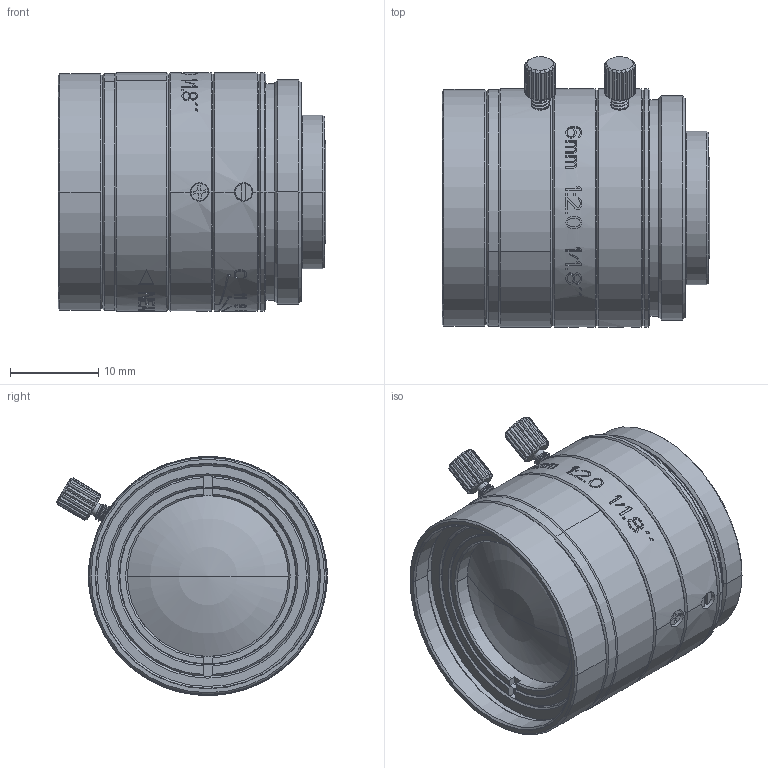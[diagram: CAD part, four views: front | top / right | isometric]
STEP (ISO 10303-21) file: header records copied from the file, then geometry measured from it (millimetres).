
FILE_DESCRIPTION(('FreeCAD Model'),'2;1');
FILE_NAME('Open CASCADE Shape Model','2025-01-22T09:56:05',('Author'),( ''),'Open CASCADE STEP processor 7.8','FreeCAD','Unknown');
FILE_SCHEMA(('AUTOMOTIVE_DESIGN { 1 0 10303 214 1 1 1 1 }'));
Length unit declared in the file: millimetre
Products named in the file (48): VA-LCM-5MP-06MM-F2.0-018; 200_ASM_2_ASM; 503_1; SOLID; COMPOUND007; COMPOUND; COMPOUND001; COMPOUND002; COMPOUND003; COMPOUND004; COMPOUND005; COMPOUND006; 202_ASM_1_ASM; 502_1; SOLID001; COMPOUND011; COMPOUND008; COMPOUND009; COMPOUND010; 307_1; 516_1; SOLID002; SHELL; 505_2; SOLID003; COMPOUND014; COMPOUND012; COMPOUND013; 504_3; M14252001_1; 506_6; SOLID004; COMPOUND017; COMPOUND015; COMPOUND016; 541_1; SOLID005; SHELL001; 507_1; SOLID006 ...
Assembly tree (52 placements, depth 6):
  VA-LCM-5MP-06MM-F2.0-018
    200_ASM_2_ASM
      503_1
        SOLID
        COMPOUND007
          COMPOUND
          COMPOUND001
          COMPOUND002
          COMPOUND003
          COMPOUND004
          COMPOUND005
          COMPOUND006
      202_ASM_1_ASM
        502_1
          SOLID001
          COMPOUND011
            COMPOUND008
            COMPOUND009
            COMPOUND010
        307_1
        516_1
          SOLID002
          SHELL
      505_2
        SOLID003
        COMPOUND014
          COMPOUND012
          COMPOUND013
      504_3
      M14252001_1  x5
      506_6
        SOLID004
        COMPOUND017
          COMPOUND015
          COMPOUND016
      541_1
        SOLID005
        SHELL001
      507_1
        SOLID006
        SHELL002
      201_ASM_1_ASM
        501_1
        301_1
        511_1
          SOLID007
          SHELL003
      531_1  x2
Bounding box: 30.3 x 30.59 x 27 mm (x, y, z)
Volume: 10235.2 mm3; surface area: 17456.6 mm2
Topology: 19 solids, 37 shells, 1790 faces, 5077 edges, 3414 vertices
Faces by surface type: plane 733, bspline 454, cylinder 370, cone 223, sphere 8, torus 2
Entity records: 70522 total; most frequent: CARTESIAN_POINT 30041, ORIENTED_EDGE 9076, DIRECTION 6866, EDGE_CURVE 4586, VERTEX_POINT 3089, AXIS2_PLACEMENT_3D 2540, LINE 1786, VECTOR 1786
